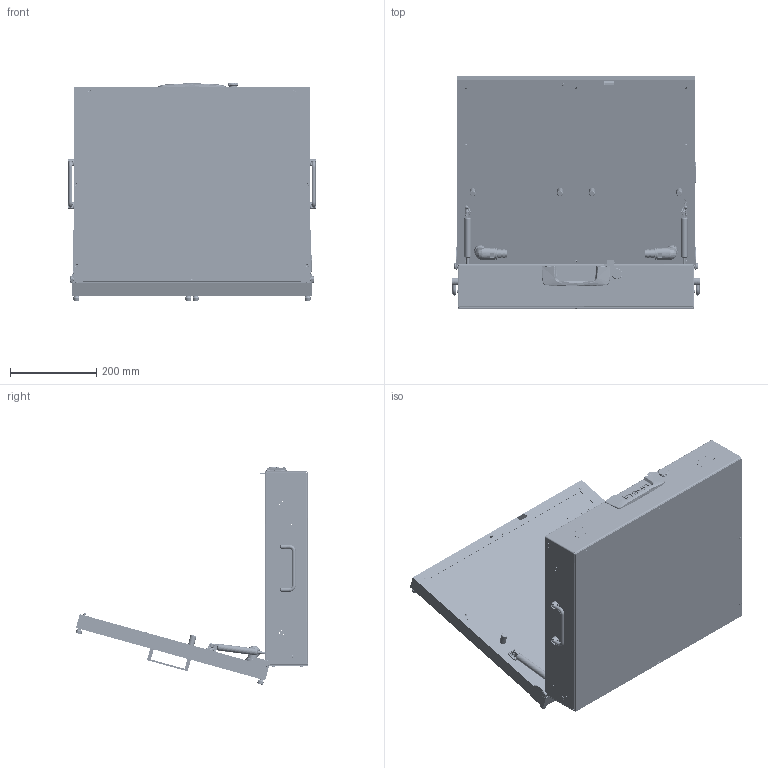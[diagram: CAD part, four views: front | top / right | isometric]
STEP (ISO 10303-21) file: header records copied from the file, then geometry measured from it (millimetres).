
FILE_DESCRIPTION (( 'STEP AP214' ), '1' );
FILE_NAME ('INGUN_114630_open.STEP', '2025-07-28T12:42:56', ( '' ), ( '' ), 'SwSTEP 2.0', 'SolidWorks 2023', '' );
FILE_SCHEMA (( 'AUTOMOTIVE_DESIGN' ));
Length unit declared in the file: millimetre
Products named in the file (70): ISO7380~n_M03,0x006; 32171~1_S; 112025~4_S; 112093~2; 114196_003~0; 116281~0_S; 5332~0; 112024~0_S; 114097~5_KUNDE<S>; DIN7991~n_M03,0x006; DIN125~n_04,3 M04,0 VA; 114364~0_S; 1607~1; 100974~1_KUNDE<S>; 112094~1_S; 116284~0_S; 11657~0; DIN913~n_M03,0x06 VA; 2196~7; K_02037~0_Standard ohne Dyn Punkt<Standard>; 114607~0_S; 114101~0_S; ISO7380~n_M03,0x005; 114094~2_S; 49317~0; DIN934~n_M04,0 A2; Gewindebuchse~n_M04-07,5 offen; 114554~0_Kunde<S>; 114196_004~0_S; 113615~0_S; DIN_6799_-_A2~n_d 5; 116282~0_S; 11655~0; ISO7380~n_M04,0x006; 105791~0; 19420~3; 31788~1_ausgefahren<Standard>; 42751~1_S; DIN985-A2~n_M04,0; 114196~0 ...
Assembly tree (184 placements, depth 5):
  INGUN_114630_open
    113687~4_S
      113686~3_S
      32171~1_S
      112992~2_S  x2
      49317~0  x2
      114196~0  x2
        114196_001~0
        114196_002~0
        114196_003~0
        114196_004~0_S
      DIN912~n_M04,0x016
      112024~0_S
      112025~4_S
      DIN125~n_04,3 M04,0 VA
      DIN985-A2~n_M04,0
      112026~0_Mitte<S>
      ISO7380~n_M03,0x005
      114364~0_S
      DIN934~n_M04,0 A2
      116832~0_S
        116542~2_S
        DIN913~n_M03,0x06 VA
        114364~0_S
    114097~5_KUNDE<S>
      115769~1_S
        114098~2_S
        Gewindebuchse~n_M04-07,5 offen  x8
        Gewindebuchse~n_M04-05,0 geschlossen  x7
      114094~2_S  x2
      114554~0_Kunde<S>  x2
        100974~1_KUNDE<S>
        100974~1_KUNDE<S>
      112079~10_S
      105791~0  x8
      ASR~asr_Øi05,2x03xØa10  x12
      112838~2_S  x8
      114101~0_S
      42751~1_S
      1607~1  x4
      19420~3  x2
      11657~0  x2
      11655~0  x2
      ISO7380~n_M03,0x006  x8
      ISO7380~n_M03,0x008  x7
      ISO7380~n_M04,0x012  x8
      DIN985-A2~n_M04,0  x2
      DIN_6799_-_A2~n_d 5  x8
      DIN7~n_04,0m6x004  x4
      2196~7  x4
      DIN7991~n_M04,0x012  x4
      2229~6  x4
      5332~0  x2
      INFO_4562~3_Typenschild 1010
      114607~0_S
      116128~1_S  x2
      116281~0_S  x2
        116282~0_S
          116283~0_S
          DIN125~n_05,3 M05,0 Fase VA
Bounding box: 574 x 541.04 x 505.94 mm (x, y, z)
Volume: 5539000.7 mm3; surface area: 2649448.9 mm2
Topology: 185 solids, 185 shells, 10021 faces, 23602 edges, 14513 vertices
Faces by surface type: plane 3901, cylinder 3079, bspline 2371, cone 462, torus 192, sphere 16
Entity records: 226543 total; most frequent: CARTESIAN_POINT 118871, ORIENTED_EDGE 24530, DIRECTION 16146, EDGE_CURVE 12265, VERTEX_POINT 7277, AXIS2_PLACEMENT_3D 6044, EDGE_LOOP 5862, FACE_OUTER_BOUND 5301
